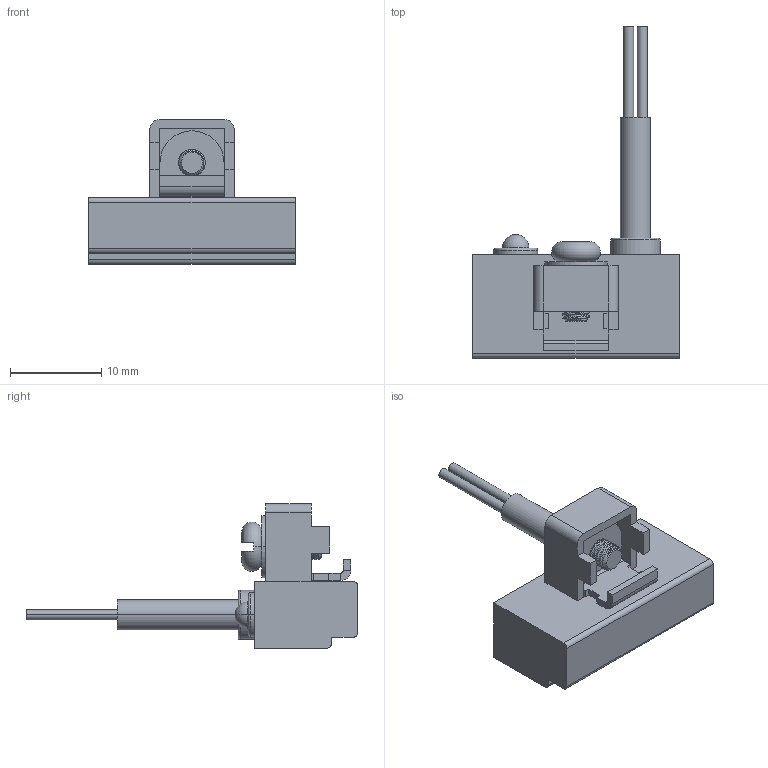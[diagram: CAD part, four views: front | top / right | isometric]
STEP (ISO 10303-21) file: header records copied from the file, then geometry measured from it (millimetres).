
FILE_DESCRIPTION((''),'2;1');
FILE_NAME('BO-11R_ASM','2020-05-25T15:40:28',('Administrator'),(''),'CREO PARAMETRIC BY PTC INC, 2018400','CREO PARAMETRIC BY PTC INC, 2018400','');
FILE_SCHEMA(('AUTOMOTIVE_DESIGN { 1 0 10303 214 1 1 1 1 }'));
Length unit declared in the file: millimetre
Products named in the file (5): BO-11R; 3-68-4; M3-65; PRT0001; BO-11R_ASM
Assembly tree (4 placements, depth 2):
  BO-11R_ASM
    BO-11R
    3-68-4
    M3-65
    PRT0001
Bounding box: 22.6 x 36.3 x 15.8 mm (x, y, z)
Volume: 2391.6 mm3; surface area: 2047.1 mm2
Topology: 4 solids, 4 shells, 164 faces, 414 edges, 265 vertices
Faces by surface type: plane 76, cylinder 61, bspline 15, torus 6, cone 4, sphere 2
Entity records: 9173 total; most frequent: CARTESIAN_POINT 4996, ORIENTED_EDGE 824, DIRECTION 742, EDGE_CURVE 412, VERTEX_POINT 265, AXIS2_PLACEMENT_3D 257, VECTOR 228, LINE 228
